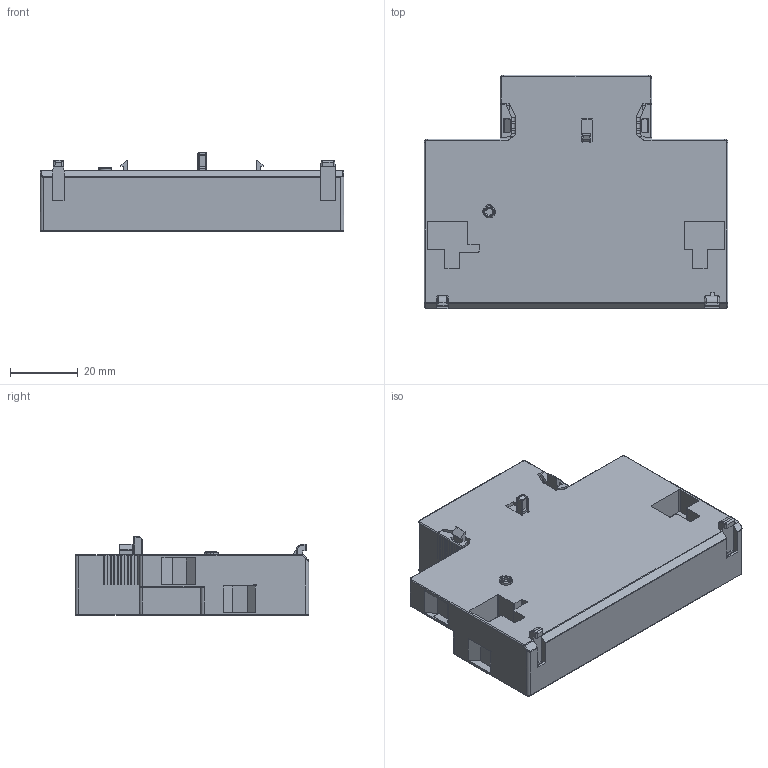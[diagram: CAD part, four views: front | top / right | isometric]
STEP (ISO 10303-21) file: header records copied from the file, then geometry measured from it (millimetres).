
FILE_DESCRIPTION((''),'2;1');
FILE_NAME('UVT51','2024-04-30T09:57:24',('dyhoumm'),(''),'CREO PARAMETRIC BY PTC INC, 2020044','CREO PARAMETRIC BY PTC INC, 2020044','');
FILE_SCHEMA(('CONFIG_CONTROL_DESIGN','SHAPE_APPEARANCE_LAYERS_GROUPS'));
Length unit declared in the file: millimetre
Products named in the file (1): UVT51
Bounding box: 90 x 69.2 x 23.3 mm (x, y, z)
Volume: 88891.1 mm3; surface area: 19274.5 mm2
Topology: 1 solids, 1 shells, 493 faces, 1367 edges, 879 vertices
Faces by surface type: plane 315, cylinder 136, torus 22, bspline 10, cone 8, sphere 2
Entity records: 17498 total; most frequent: CARTESIAN_POINT 3749, ORIENTED_EDGE 2730, DIRECTION 2557, EDGE_CURVE 1365, VECTOR 983, LINE 983, VERTEX_POINT 879, AXIS2_PLACEMENT_3D 787
